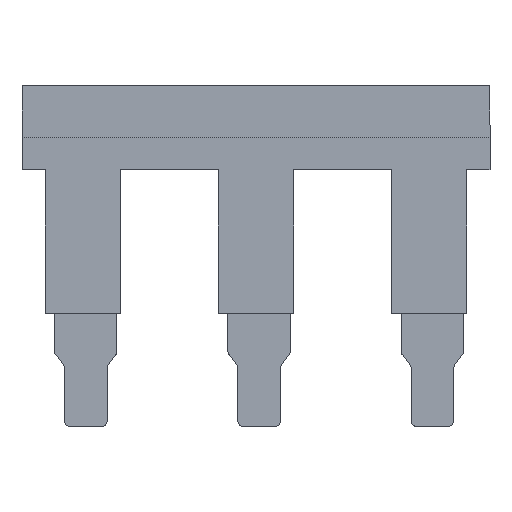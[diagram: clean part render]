
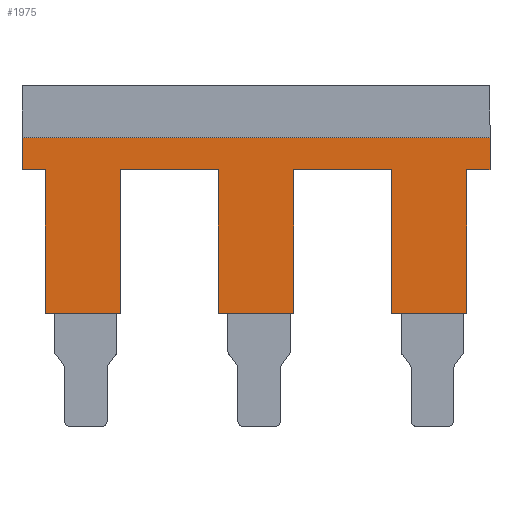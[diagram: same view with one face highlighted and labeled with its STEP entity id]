
A CAD part, top view. The second image highlights one B-rep face of the part: STEP entity #1975.
In plain terms, the highlighted planar face has unit normal (0, 0, 1).
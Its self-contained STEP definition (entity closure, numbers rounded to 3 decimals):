
#169 = DIRECTION ( 'NONE',  ( 0., -1., 0. ) ) ;
#170 = DIRECTION ( 'NONE',  ( 1., 0., 0. ) ) ;
#172 = CARTESIAN_POINT ( 'NONE',  ( 0., 7.3, 4.1 ) ) ;
#175 = LINE ( 'NONE', #179, #417 ) ;
#179 = CARTESIAN_POINT ( 'NONE',  ( 8.5, -12.4, 4.1 ) ) ;
#187 = DIRECTION ( 'NONE',  ( 1., 0., 0. ) ) ;
#189 = DIRECTION ( 'NONE',  ( 0., -1., 0. ) ) ;
#193 = LINE ( 'NONE', #196, #348 ) ;
#196 = CARTESIAN_POINT ( 'NONE',  ( 8.5, 0., 4.1 ) ) ;
#203 = CARTESIAN_POINT ( 'NONE',  ( 0., 0., 4.1 ) ) ;
#207 = DIRECTION ( 'NONE',  ( 1., 0., 0. ) ) ;
#211 = LINE ( 'NONE', #218, #329 ) ;
#218 = CARTESIAN_POINT ( 'NONE',  ( 8.5, 0., 4.1 ) ) ;
#230 = LINE ( 'NONE', #239, #378 ) ;
#238 = AXIS2_PLACEMENT_3D ( 'NONE', #1706, #1699, #1708 ) ;
#239 = CARTESIAN_POINT ( 'NONE',  ( 17., 2.8, 4.1 ) ) ;
#252 = LINE ( 'NONE', #203, #411 ) ;
#265 = DIRECTION ( 'NONE',  ( -1., 0., 0. ) ) ;
#270 = DIRECTION ( 'NONE',  ( 0., 1., 0. ) ) ;
#273 = CARTESIAN_POINT ( 'NONE',  ( 38.5, 0., 4.1 ) ) ;
#278 = CARTESIAN_POINT ( 'NONE',  ( 23.5, 0., 4.1 ) ) ;
#293 = DIRECTION ( 'NONE',  ( 1., 0., 0. ) ) ;
#300 = CARTESIAN_POINT ( 'NONE',  ( 17., -12.5, 4.1 ) ) ;
#305 = DIRECTION ( 'NONE',  ( 0., -1., 0. ) ) ;
#310 = DIRECTION ( 'NONE',  ( 0., 1., 0. ) ) ;
#314 = LINE ( 'NONE', #273, #376 ) ;
#323 = DIRECTION ( 'NONE',  ( 0., 1., 0. ) ) ;
#329 = VECTOR ( 'NONE', #310, 1000. ) ;
#336 = LINE ( 'NONE', #278, #439 ) ;
#344 = LINE ( 'NONE', #349, #460 ) ;
#348 = VECTOR ( 'NONE', #170, 1000. ) ;
#349 = CARTESIAN_POINT ( 'NONE',  ( 23.5, 0., 4.1 ) ) ;
#351 = LINE ( 'NONE', #300, #353 ) ;
#353 = VECTOR ( 'NONE', #305, 1000. ) ;
#368 = CARTESIAN_POINT ( 'NONE',  ( 32., -12.4, 4.1 ) ) ;
#376 = VECTOR ( 'NONE', #270, 1000. ) ;
#377 = LINE ( 'NONE', #379, #510 ) ;
#378 = VECTOR ( 'NONE', #265, 1000. ) ;
#379 = CARTESIAN_POINT ( 'NONE',  ( 2., -12.5, 4.1 ) ) ;
#388 = VECTOR ( 'NONE', #962, 1000. ) ;
#406 = CARTESIAN_POINT ( 'NONE',  ( 40.5, 2.8, 4.1 ) ) ;
#407 = VECTOR ( 'NONE', #189, 1000. ) ;
#409 = VECTOR ( 'NONE', #169, 1000. ) ;
#411 = VECTOR ( 'NONE', #207, 1000. ) ;
#413 = DIRECTION ( 'NONE',  ( 0., -1., 0. ) ) ;
#417 = VECTOR ( 'NONE', #187, 1000. ) ;
#420 = LINE ( 'NONE', #406, #454 ) ;
#438 = DIRECTION ( 'NONE',  ( -1., 0., 0. ) ) ;
#439 = VECTOR ( 'NONE', #323, 1000. ) ;
#448 = LINE ( 'NONE', #368, #462 ) ;
#450 = DIRECTION ( 'NONE',  ( 0., 1., 0. ) ) ;
#452 = LINE ( 'NONE', #455, #491 ) ;
#454 = VECTOR ( 'NONE', #450, 1000. ) ;
#455 = CARTESIAN_POINT ( 'NONE',  ( 38.5, 0., 4.1 ) ) ;
#456 = DIRECTION ( 'NONE',  ( 1., 0., 0. ) ) ;
#460 = VECTOR ( 'NONE', #293, 1000. ) ;
#462 = VECTOR ( 'NONE', #438, 1000. ) ;
#491 = VECTOR ( 'NONE', #456, 1000. ) ;
#510 = VECTOR ( 'NONE', #413, 1000. ) ;
#958 = LINE ( 'NONE', #172, #409 ) ;
#959 = LINE ( 'NONE', #965, #407 ) ;
#962 = DIRECTION ( 'NONE',  ( -1., 0., 0. ) ) ;
#965 = CARTESIAN_POINT ( 'NONE',  ( 32., -12.5, 4.1 ) ) ;
#1270 = EDGE_LOOP ( 'NONE', ( #1865, #1866, #1878, #1872, #1884, #1879, #1921, #1914, #1895, #1868, #1919, #1912, #1923, #1927, #1886, #1885 ) ) ;
#1282 = VERTEX_POINT ( 'NONE', #1450 ) ;
#1286 = VERTEX_POINT ( 'NONE', #1440 ) ;
#1303 = VERTEX_POINT ( 'NONE', #1434 ) ;
#1307 = VERTEX_POINT ( 'NONE', #1416 ) ;
#1311 = VERTEX_POINT ( 'NONE', #1441 ) ;
#1312 = VERTEX_POINT ( 'NONE', #1443 ) ;
#1313 = VERTEX_POINT ( 'NONE', #1445 ) ;
#1314 = VERTEX_POINT ( 'NONE', #1423 ) ;
#1317 = VERTEX_POINT ( 'NONE', #1448 ) ;
#1318 = VERTEX_POINT ( 'NONE', #1451 ) ;
#1328 = VERTEX_POINT ( 'NONE', #1485 ) ;
#1329 = VERTEX_POINT ( 'NONE', #1515 ) ;
#1330 = VERTEX_POINT ( 'NONE', #1467 ) ;
#1333 = VERTEX_POINT ( 'NONE', #1466 ) ;
#1377 = VERTEX_POINT ( 'NONE', #1482 ) ;
#1381 = VERTEX_POINT ( 'NONE', #1489 ) ;
#1416 = CARTESIAN_POINT ( 'NONE',  ( 40.5, 2.8, 4.1 ) ) ;
#1423 = CARTESIAN_POINT ( 'NONE',  ( 0., 2.8, 4.1 ) ) ;
#1434 = CARTESIAN_POINT ( 'NONE',  ( 32., -12.4, 4.1 ) ) ;
#1440 = CARTESIAN_POINT ( 'NONE',  ( 32., 0., 4.1 ) ) ;
#1441 = CARTESIAN_POINT ( 'NONE',  ( 23.5, -12.4, 4.1 ) ) ;
#1443 = CARTESIAN_POINT ( 'NONE',  ( 0., 0., 4.1 ) ) ;
#1445 = CARTESIAN_POINT ( 'NONE',  ( 23.5, 0., 4.1 ) ) ;
#1448 = CARTESIAN_POINT ( 'NONE',  ( 40.5, 0., 4.1 ) ) ;
#1450 = CARTESIAN_POINT ( 'NONE',  ( 8.5, 0., 4.1 ) ) ;
#1451 = CARTESIAN_POINT ( 'NONE',  ( 2., -12.4, 4.1 ) ) ;
#1466 = CARTESIAN_POINT ( 'NONE',  ( 8.5, -12.4, 4.1 ) ) ;
#1467 = CARTESIAN_POINT ( 'NONE',  ( 2., 0., 4.1 ) ) ;
#1482 = CARTESIAN_POINT ( 'NONE',  ( 17., 0., 4.1 ) ) ;
#1485 = CARTESIAN_POINT ( 'NONE',  ( 38.5, -12.4, 4.1 ) ) ;
#1489 = CARTESIAN_POINT ( 'NONE',  ( 17., -12.4, 4.1 ) ) ;
#1515 = CARTESIAN_POINT ( 'NONE',  ( 38.5, 0., 4.1 ) ) ;
#1694 = PLANE ( 'NONE',  #238 ) ;
#1696 = FACE_OUTER_BOUND ( 'NONE', #1270, .T. ) ;
#1699 = DIRECTION ( 'NONE',  ( 0., 0., 1. ) ) ;
#1706 = CARTESIAN_POINT ( 'NONE',  ( 17., 0., 4.1 ) ) ;
#1708 = DIRECTION ( 'NONE',  ( 1., 0., 0. ) ) ;
#1710 = LINE ( 'NONE', #1789, #388 ) ;
#1789 = CARTESIAN_POINT ( 'NONE',  ( 17., -12.4, 4.1 ) ) ;
#1865 = ORIENTED_EDGE ( 'NONE', *, *, #2042, .T. ) ;
#1866 = ORIENTED_EDGE ( 'NONE', *, *, #2049, .T. ) ;
#1868 = ORIENTED_EDGE ( 'NONE', *, *, #2025, .T. ) ;
#1872 = ORIENTED_EDGE ( 'NONE', *, *, #2063, .F. ) ;
#1878 = ORIENTED_EDGE ( 'NONE', *, *, #2013, .T. ) ;
#1879 = ORIENTED_EDGE ( 'NONE', *, *, #2064, .T. ) ;
#1884 = ORIENTED_EDGE ( 'NONE', *, *, #2038, .T. ) ;
#1885 = ORIENTED_EDGE ( 'NONE', *, *, #2008, .F. ) ;
#1886 = ORIENTED_EDGE ( 'NONE', *, *, #2043, .T. ) ;
#1895 = ORIENTED_EDGE ( 'NONE', *, *, #2017, .T. ) ;
#1912 = ORIENTED_EDGE ( 'NONE', *, *, #2021, .T. ) ;
#1914 = ORIENTED_EDGE ( 'NONE', *, *, #2024, .T. ) ;
#1919 = ORIENTED_EDGE ( 'NONE', *, *, #2056, .T. ) ;
#1921 = ORIENTED_EDGE ( 'NONE', *, *, #2058, .T. ) ;
#1923 = ORIENTED_EDGE ( 'NONE', *, *, #2037, .T. ) ;
#1927 = ORIENTED_EDGE ( 'NONE', *, *, #2012, .T. ) ;
#1975 = ADVANCED_FACE ( 'NONE', ( #1696 ), #1694, .T. ) ;
#2008 = EDGE_CURVE ( 'NONE', #1311, #1381, #1710, .T. ) ;
#2012 = EDGE_CURVE ( 'NONE', #1282, #1377, #193, .T. ) ;
#2013 = EDGE_CURVE ( 'NONE', #1286, #1303, #959, .T. ) ;
#2017 = EDGE_CURVE ( 'NONE', #1314, #1312, #958, .T. ) ;
#2021 = EDGE_CURVE ( 'NONE', #1318, #1333, #175, .T. ) ;
#2024 = EDGE_CURVE ( 'NONE', #1307, #1314, #230, .T. ) ;
#2025 = EDGE_CURVE ( 'NONE', #1312, #1330, #252, .T. ) ;
#2037 = EDGE_CURVE ( 'NONE', #1333, #1282, #211, .T. ) ;
#2038 = EDGE_CURVE ( 'NONE', #1328, #1329, #314, .T. ) ;
#2042 = EDGE_CURVE ( 'NONE', #1311, #1313, #336, .T. ) ;
#2043 = EDGE_CURVE ( 'NONE', #1377, #1381, #351, .T. ) ;
#2049 = EDGE_CURVE ( 'NONE', #1313, #1286, #344, .T. ) ;
#2056 = EDGE_CURVE ( 'NONE', #1330, #1318, #377, .T. ) ;
#2058 = EDGE_CURVE ( 'NONE', #1317, #1307, #420, .T. ) ;
#2063 = EDGE_CURVE ( 'NONE', #1328, #1303, #448, .T. ) ;
#2064 = EDGE_CURVE ( 'NONE', #1329, #1317, #452, .T. ) ;
